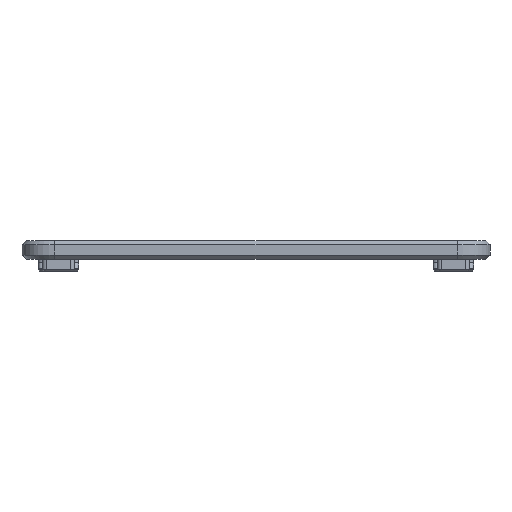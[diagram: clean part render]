
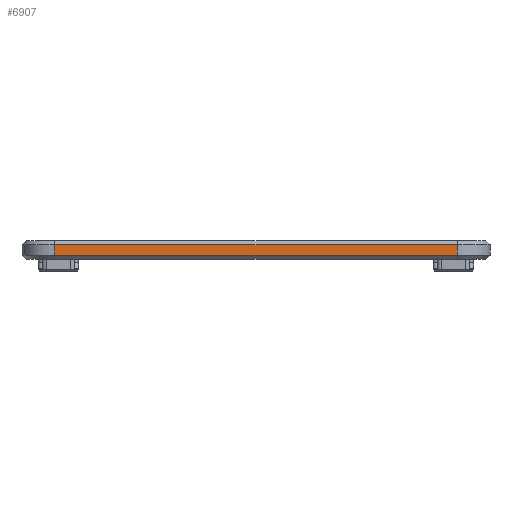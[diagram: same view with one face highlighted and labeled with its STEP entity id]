
A CAD part, front view. The second image highlights one B-rep face of the part: STEP entity #6907.
In plain terms, the highlighted planar face has unit normal (0, -1, 0).
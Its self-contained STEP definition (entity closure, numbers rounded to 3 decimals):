
#873=FACE_OUTER_BOUND('',#1319,.T.);
#1319=EDGE_LOOP('',(#5955,#5956,#5957,#5958));
#2020=LINE('',#11495,#2740);
#2034=LINE('',#11533,#2754);
#2043=LINE('',#11557,#2763);
#2044=LINE('',#11559,#2764);
#2740=VECTOR('',#9478,10.);
#2754=VECTOR('',#9518,10.);
#2763=VECTOR('',#9547,10.);
#2764=VECTOR('',#9550,10.);
#3332=VERTEX_POINT('',#11489);
#3333=VERTEX_POINT('',#11493);
#3341=VERTEX_POINT('',#11523);
#3343=VERTEX_POINT('',#11529);
#4237=EDGE_CURVE('',#3332,#3333,#2020,.T.);
#4256=EDGE_CURVE('',#3341,#3343,#2034,.T.);
#4269=EDGE_CURVE('',#3343,#3332,#2043,.T.);
#4270=EDGE_CURVE('',#3333,#3341,#2044,.T.);
#5955=ORIENTED_EDGE('',*,*,#4237,.F.);
#5956=ORIENTED_EDGE('',*,*,#4269,.F.);
#5957=ORIENTED_EDGE('',*,*,#4256,.F.);
#5958=ORIENTED_EDGE('',*,*,#4270,.F.);
#6505=PLANE('',#7587);
#6907=ADVANCED_FACE('',(#873),#6505,.T.);
#7587=AXIS2_PLACEMENT_3D('',#11558,#9548,#9549);
#9478=DIRECTION('',(1.,0.,0.));
#9518=DIRECTION('',(-1.,0.,0.));
#9547=DIRECTION('',(0.,0.,1.));
#9548=DIRECTION('center_axis',(0.,-1.,0.));
#9549=DIRECTION('ref_axis',(1.,0.,0.));
#9550=DIRECTION('',(0.,0.,-1.));
#11489=CARTESIAN_POINT('',(-49.5,-107.5,3.6));
#11493=CARTESIAN_POINT('',(49.5,-107.5,3.6));
#11495=CARTESIAN_POINT('',(-28.75,-107.5,3.6));
#11523=CARTESIAN_POINT('',(49.5,-107.5,1.));
#11529=CARTESIAN_POINT('',(-49.5,-107.5,1.));
#11533=CARTESIAN_POINT('',(-28.75,-107.5,1.));
#11557=CARTESIAN_POINT('',(-49.5,-107.5,0.));
#11558=CARTESIAN_POINT('Origin',(-57.5,-107.5,0.));
#11559=CARTESIAN_POINT('',(49.5,-107.5,0.));
